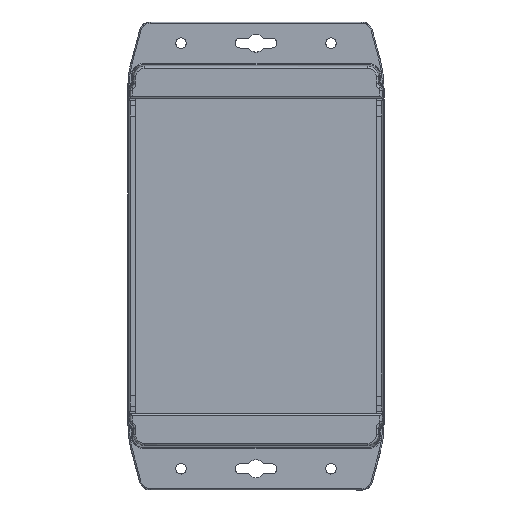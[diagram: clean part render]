
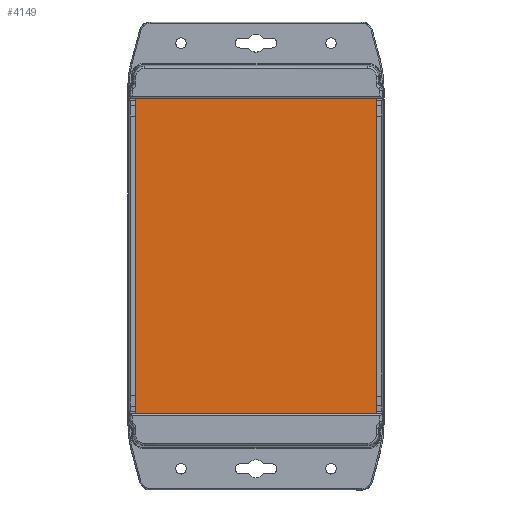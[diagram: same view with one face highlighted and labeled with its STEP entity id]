
A CAD part, top view. The second image highlights one B-rep face of the part: STEP entity #4149.
In plain terms, the highlighted planar face has unit normal (0, 0, 1).
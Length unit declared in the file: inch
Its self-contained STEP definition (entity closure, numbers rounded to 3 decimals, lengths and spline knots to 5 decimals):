
#1313 = VECTOR ( 'NONE', #18791, 39.37008 ) ;
#1893 = LINE ( 'NONE', #18981, #24334 ) ;
#1896 = DIRECTION ( 'NONE',  ( 0., 1., 0. ) ) ;
#2771 = CARTESIAN_POINT ( 'NONE',  ( 1.30132, -6.1002, 0.81496 ) ) ;
#3604 = EDGE_CURVE ( 'NONE', #40744, #34883, #39865, .T. ) ;
#4149 = ADVANCED_FACE ( 'NONE', ( #8140 ), #35127, .F. ) ;
#4205 = CARTESIAN_POINT ( 'NONE',  ( -3.17821, -0.27863, 0.81496 ) ) ;
#6097 = CARTESIAN_POINT ( 'NONE',  ( 1.30132, -6.06083, 0.81496 ) ) ;
#7360 = VERTEX_POINT ( 'NONE', #6097 ) ;
#8039 = DIRECTION ( 'NONE',  ( 1., 0., 0. ) ) ;
#8140 = FACE_OUTER_BOUND ( 'NONE', #9134, .T. ) ;
#8723 = ORIENTED_EDGE ( 'NONE', *, *, #37387, .T. ) ;
#9134 = EDGE_LOOP ( 'NONE', ( #36974, #36791, #43272, #22027, #10125, #40017, #8723, #41527 ) ) ;
#10016 = EDGE_CURVE ( 'NONE', #10354, #29377, #43869, .T. ) ;
#10125 = ORIENTED_EDGE ( 'NONE', *, *, #38529, .F. ) ;
#10305 = VERTEX_POINT ( 'NONE', #40172 ) ;
#10354 = VERTEX_POINT ( 'NONE', #33964 ) ;
#10668 = DIRECTION ( 'NONE',  ( 1., 0., 0. ) ) ;
#10783 = DIRECTION ( 'NONE',  ( 0., -1., 0. ) ) ;
#11441 = CARTESIAN_POINT ( 'NONE',  ( 1.30132, -6.1002, 0.81496 ) ) ;
#11843 = VECTOR ( 'NONE', #15082, 39.37008 ) ;
#13055 = VERTEX_POINT ( 'NONE', #36470 ) ;
#13694 = DIRECTION ( 'NONE',  ( 0., -1., 0. ) ) ;
#15082 = DIRECTION ( 'NONE',  ( 0., 1., 0. ) ) ;
#16611 = LINE ( 'NONE', #30335, #33518 ) ;
#18791 = DIRECTION ( 'NONE',  ( 0., -1., 0. ) ) ;
#18845 = EDGE_CURVE ( 'NONE', #26947, #10354, #16611, .T. ) ;
#18981 = CARTESIAN_POINT ( 'NONE',  ( -0.93844, -0.23926, 0.81496 ) ) ;
#19219 = LINE ( 'NONE', #40285, #39297 ) ;
#20394 = VECTOR ( 'NONE', #13694, 39.37008 ) ;
#20830 = LINE ( 'NONE', #31352, #24984 ) ;
#22027 = ORIENTED_EDGE ( 'NONE', *, *, #28894, .T. ) ;
#22599 = EDGE_CURVE ( 'NONE', #7360, #26947, #26968, .T. ) ;
#23256 = CARTESIAN_POINT ( 'NONE',  ( 1.30132, -6.1002, 0.81496 ) ) ;
#24334 = VECTOR ( 'NONE', #8039, 39.37008 ) ;
#24984 = VECTOR ( 'NONE', #10783, 39.37008 ) ;
#25832 = CARTESIAN_POINT ( 'NONE',  ( -3.17821, -0.23926, 0.81496 ) ) ;
#26702 = DIRECTION ( 'NONE',  ( 0., 1., 0. ) ) ;
#26947 = VERTEX_POINT ( 'NONE', #23256 ) ;
#26968 = LINE ( 'NONE', #2771, #20394 ) ;
#27286 = VECTOR ( 'NONE', #26702, 39.37008 ) ;
#28894 = EDGE_CURVE ( 'NONE', #13055, #10305, #19219, .T. ) ;
#29377 = VERTEX_POINT ( 'NONE', #45219 ) ;
#29666 = AXIS2_PLACEMENT_3D ( 'NONE', #38564, #35358, #10668 ) ;
#30335 = CARTESIAN_POINT ( 'NONE',  ( -0.93844, -6.1002, 0.81496 ) ) ;
#31352 = CARTESIAN_POINT ( 'NONE',  ( -3.17821, -0.23926, 0.81496 ) ) ;
#33518 = VECTOR ( 'NONE', #34897, 39.37008 ) ;
#33964 = CARTESIAN_POINT ( 'NONE',  ( -3.17821, -6.1002, 0.81496 ) ) ;
#34883 = VERTEX_POINT ( 'NONE', #4205 ) ;
#34897 = DIRECTION ( 'NONE',  ( -1., 0., 0. ) ) ;
#35127 = PLANE ( 'NONE',  #29666 ) ;
#35358 = DIRECTION ( 'NONE',  ( 0., 0., -1. ) ) ;
#35451 = LINE ( 'NONE', #11441, #11843 ) ;
#36470 = CARTESIAN_POINT ( 'NONE',  ( 1.30132, -0.27863, 0.81496 ) ) ;
#36791 = ORIENTED_EDGE ( 'NONE', *, *, #22599, .F. ) ;
#36974 = ORIENTED_EDGE ( 'NONE', *, *, #18845, .F. ) ;
#37387 = EDGE_CURVE ( 'NONE', #34883, #29377, #20830, .T. ) ;
#38529 = EDGE_CURVE ( 'NONE', #40744, #10305, #1893, .T. ) ;
#38564 = CARTESIAN_POINT ( 'NONE',  ( -0.93844, -3.16973, 0.81496 ) ) ;
#39297 = VECTOR ( 'NONE', #1896, 39.37008 ) ;
#39865 = LINE ( 'NONE', #40088, #1313 ) ;
#40017 = ORIENTED_EDGE ( 'NONE', *, *, #3604, .T. ) ;
#40088 = CARTESIAN_POINT ( 'NONE',  ( -3.17821, -0.23926, 0.81496 ) ) ;
#40172 = CARTESIAN_POINT ( 'NONE',  ( 1.30132, -0.23926, 0.81496 ) ) ;
#40285 = CARTESIAN_POINT ( 'NONE',  ( 1.30132, -0.23926, 0.81496 ) ) ;
#40744 = VERTEX_POINT ( 'NONE', #25832 ) ;
#40899 = CARTESIAN_POINT ( 'NONE',  ( -3.17821, -6.1002, 0.81496 ) ) ;
#41527 = ORIENTED_EDGE ( 'NONE', *, *, #10016, .F. ) ;
#42934 = EDGE_CURVE ( 'NONE', #7360, #13055, #35451, .T. ) ;
#43272 = ORIENTED_EDGE ( 'NONE', *, *, #42934, .T. ) ;
#43869 = LINE ( 'NONE', #40899, #27286 ) ;
#45219 = CARTESIAN_POINT ( 'NONE',  ( -3.17821, -6.06083, 0.81496 ) ) ;
